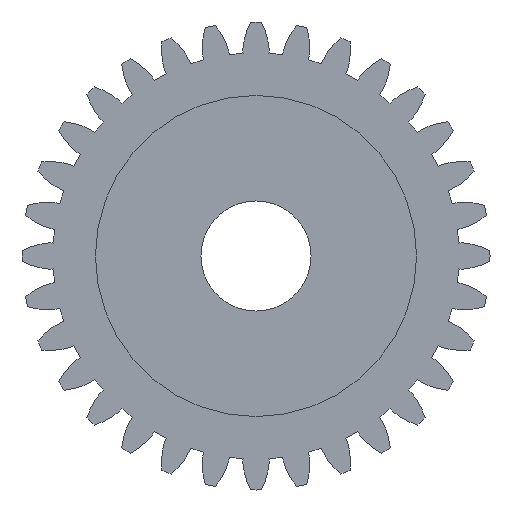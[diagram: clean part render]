
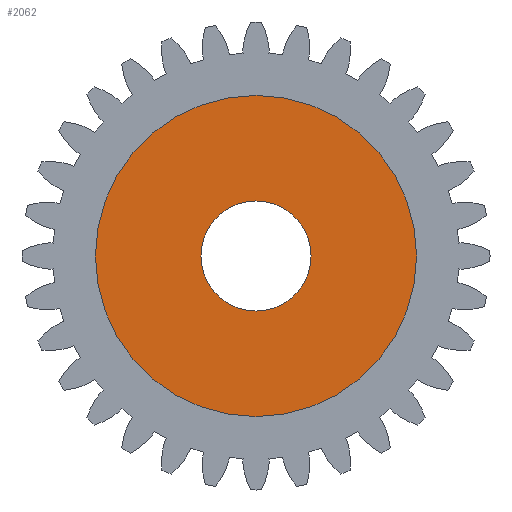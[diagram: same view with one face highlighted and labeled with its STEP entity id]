
A CAD part, left-side view. The second image highlights one B-rep face of the part: STEP entity #2062.
In plain terms, the highlighted planar face has unit normal (-1, 0, 0).
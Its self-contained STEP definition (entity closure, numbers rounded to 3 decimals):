
#106 = DIRECTION ( 'NONE',  ( 0., 0., -1. ) ) ;
#182 = CARTESIAN_POINT ( 'NONE',  ( 0., 0., -17.5 ) ) ;
#303 = EDGE_CURVE ( 'NONE', #3685, #5230, #6909, .T. ) ;
#345 = AXIS2_PLACEMENT_3D ( 'NONE', #6069, #1819, #106 ) ;
#862 = EDGE_CURVE ( 'NONE', #6034, #6689, #7403, .T. ) ;
#1127 = CIRCLE ( 'NONE', #3015, 6. ) ;
#1587 = CARTESIAN_POINT ( 'NONE',  ( 0., 0., 17.5 ) ) ;
#1819 = DIRECTION ( 'NONE',  ( -1., 0., 0. ) ) ;
#1883 = DIRECTION ( 'NONE',  ( 1., 0., 0. ) ) ;
#1958 = PLANE ( 'NONE',  #5793 ) ;
#2028 = EDGE_LOOP ( 'NONE', ( #2683, #2868 ) ) ;
#2062 = ADVANCED_FACE ( 'NONE', ( #6138, #5625 ), #1958, .T. ) ;
#2134 = ORIENTED_EDGE ( 'NONE', *, *, #862, .T. ) ;
#2141 = EDGE_CURVE ( 'NONE', #5230, #3685, #1127, .T. ) ;
#2382 = CARTESIAN_POINT ( 'NONE',  ( 0., 0., 6. ) ) ;
#2611 = CARTESIAN_POINT ( 'NONE',  ( 0., 0., 0. ) ) ;
#2683 = ORIENTED_EDGE ( 'NONE', *, *, #2141, .T. ) ;
#2755 = DIRECTION ( 'NONE',  ( -1., 0., 0. ) ) ;
#2868 = ORIENTED_EDGE ( 'NONE', *, *, #303, .T. ) ;
#3015 = AXIS2_PLACEMENT_3D ( 'NONE', #7270, #6098, #3166 ) ;
#3112 = EDGE_LOOP ( 'NONE', ( #2134, #6738 ) ) ;
#3166 = DIRECTION ( 'NONE',  ( 0., 0., -1. ) ) ;
#3502 = AXIS2_PLACEMENT_3D ( 'NONE', #3846, #1883, #4281 ) ;
#3685 = VERTEX_POINT ( 'NONE', #2382 ) ;
#3846 = CARTESIAN_POINT ( 'NONE',  ( 0., 0., 0. ) ) ;
#3931 = EDGE_CURVE ( 'NONE', #6689, #6034, #6268, .T. ) ;
#4281 = DIRECTION ( 'NONE',  ( 0., 0., -1. ) ) ;
#4540 = CARTESIAN_POINT ( 'NONE',  ( 0., 0., 0. ) ) ;
#5059 = DIRECTION ( 'NONE',  ( 0., 0., -1. ) ) ;
#5128 = AXIS2_PLACEMENT_3D ( 'NONE', #4540, #2755, #5059 ) ;
#5230 = VERTEX_POINT ( 'NONE', #7576 ) ;
#5625 = FACE_BOUND ( 'NONE', #2028, .T. ) ;
#5793 = AXIS2_PLACEMENT_3D ( 'NONE', #2611, #7348, #6762 ) ;
#6034 = VERTEX_POINT ( 'NONE', #182 ) ;
#6069 = CARTESIAN_POINT ( 'NONE',  ( 0., 0., 0. ) ) ;
#6098 = DIRECTION ( 'NONE',  ( 1., 0., 0. ) ) ;
#6138 = FACE_OUTER_BOUND ( 'NONE', #3112, .T. ) ;
#6268 = CIRCLE ( 'NONE', #5128, 17.5 ) ;
#6689 = VERTEX_POINT ( 'NONE', #1587 ) ;
#6738 = ORIENTED_EDGE ( 'NONE', *, *, #3931, .T. ) ;
#6762 = DIRECTION ( 'NONE',  ( 0., 0., 1. ) ) ;
#6909 = CIRCLE ( 'NONE', #3502, 6. ) ;
#7270 = CARTESIAN_POINT ( 'NONE',  ( 0., 0., 0. ) ) ;
#7348 = DIRECTION ( 'NONE',  ( -1., 0., 0. ) ) ;
#7403 = CIRCLE ( 'NONE', #345, 17.5 ) ;
#7576 = CARTESIAN_POINT ( 'NONE',  ( 0., 0., -6. ) ) ;
